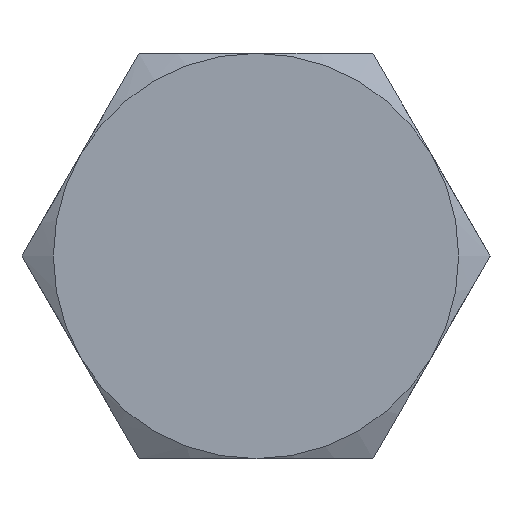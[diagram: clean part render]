
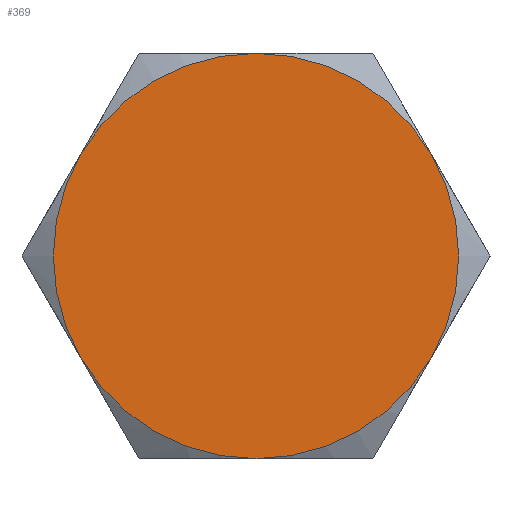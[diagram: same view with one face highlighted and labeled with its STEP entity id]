
A CAD part, left-side view. The second image highlights one B-rep face of the part: STEP entity #369.
In plain terms, the highlighted planar face has unit normal (-1, 0, 0).
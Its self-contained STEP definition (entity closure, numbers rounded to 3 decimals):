
#12 = FACE_OUTER_BOUND ( 'NONE', #254, .T. ) ;
#29 = AXIS2_PLACEMENT_3D ( 'NONE', #225, #181, #515 ) ;
#38 = VERTEX_POINT ( 'NONE', #51 ) ;
#46 = DIRECTION ( 'NONE',  ( 1., 0., 0. ) ) ;
#51 = CARTESIAN_POINT ( 'NONE',  ( 0., 5.629, -3.25 ) ) ;
#62 = CIRCLE ( 'NONE', #79, 6.5 ) ;
#67 = ORIENTED_EDGE ( 'NONE', *, *, #361, .F. ) ;
#79 = AXIS2_PLACEMENT_3D ( 'NONE', #99, #505, #563 ) ;
#94 = EDGE_CURVE ( 'NONE', #316, #455, #531, .T. ) ;
#99 = CARTESIAN_POINT ( 'NONE',  ( 0., 0., 0. ) ) ;
#125 = CIRCLE ( 'NONE', #554, 6.5 ) ;
#132 = VERTEX_POINT ( 'NONE', #553 ) ;
#141 = CARTESIAN_POINT ( 'NONE',  ( 0., 0., 0. ) ) ;
#172 = VERTEX_POINT ( 'NONE', #266 ) ;
#181 = DIRECTION ( 'NONE',  ( -1., 0., 0. ) ) ;
#211 = DIRECTION ( 'NONE',  ( 1., 0., 0. ) ) ;
#216 = CIRCLE ( 'NONE', #667, 6.5 ) ;
#225 = CARTESIAN_POINT ( 'NONE',  ( 0., 0., 0. ) ) ;
#230 = DIRECTION ( 'NONE',  ( 0., 0., -1. ) ) ;
#237 = CARTESIAN_POINT ( 'NONE',  ( 0., 0., 0. ) ) ;
#241 = EDGE_CURVE ( 'NONE', #172, #485, #331, .T. ) ;
#247 = DIRECTION ( 'NONE',  ( 0., 0., -1. ) ) ;
#254 = EDGE_LOOP ( 'NONE', ( #305, #311, #323, #339, #408, #67 ) ) ;
#266 = CARTESIAN_POINT ( 'NONE',  ( 0., 0., 6.5 ) ) ;
#277 = CARTESIAN_POINT ( 'NONE',  ( 0., 5.629, 3.25 ) ) ;
#285 = CARTESIAN_POINT ( 'NONE',  ( 0., -5.629, -3.25 ) ) ;
#290 = EDGE_CURVE ( 'NONE', #172, #316, #125, .T. ) ;
#305 = ORIENTED_EDGE ( 'NONE', *, *, #399, .F. ) ;
#311 = ORIENTED_EDGE ( 'NONE', *, *, #572, .F. ) ;
#316 = VERTEX_POINT ( 'NONE', #680 ) ;
#323 = ORIENTED_EDGE ( 'NONE', *, *, #94, .F. ) ;
#331 = CIRCLE ( 'NONE', #29, 6.5 ) ;
#334 = CARTESIAN_POINT ( 'NONE',  ( 0., 0., 0. ) ) ;
#339 = ORIENTED_EDGE ( 'NONE', *, *, #290, .F. ) ;
#361 = EDGE_CURVE ( 'NONE', #38, #485, #62, .T. ) ;
#369 = ADVANCED_FACE ( 'NONE', ( #12 ), #518, .F. ) ;
#399 = EDGE_CURVE ( 'NONE', #132, #38, #731, .T. ) ;
#408 = ORIENTED_EDGE ( 'NONE', *, *, #241, .T. ) ;
#436 = CARTESIAN_POINT ( 'NONE',  ( 0., 7.506, 0. ) ) ;
#455 = VERTEX_POINT ( 'NONE', #285 ) ;
#463 = DIRECTION ( 'NONE',  ( 1., 0., 0. ) ) ;
#485 = VERTEX_POINT ( 'NONE', #277 ) ;
#505 = DIRECTION ( 'NONE',  ( 1., 0., 0. ) ) ;
#515 = DIRECTION ( 'NONE',  ( 0., 0., 1. ) ) ;
#518 = PLANE ( 'NONE',  #685 ) ;
#522 = DIRECTION ( 'NONE',  ( 1., 0., 0. ) ) ;
#524 = DIRECTION ( 'NONE',  ( 1., 0., 0. ) ) ;
#531 = CIRCLE ( 'NONE', #689, 6.5 ) ;
#553 = CARTESIAN_POINT ( 'NONE',  ( 0., 0., -6.5 ) ) ;
#554 = AXIS2_PLACEMENT_3D ( 'NONE', #334, #46, #564 ) ;
#563 = DIRECTION ( 'NONE',  ( 0., 0., -1. ) ) ;
#564 = DIRECTION ( 'NONE',  ( 0., 0., -1. ) ) ;
#572 = EDGE_CURVE ( 'NONE', #455, #132, #216, .T. ) ;
#579 = DIRECTION ( 'NONE',  ( 0., 0., -1. ) ) ;
#623 = AXIS2_PLACEMENT_3D ( 'NONE', #237, #524, #230 ) ;
#667 = AXIS2_PLACEMENT_3D ( 'NONE', #699, #463, #579 ) ;
#680 = CARTESIAN_POINT ( 'NONE',  ( 0., -5.629, 3.25 ) ) ;
#685 = AXIS2_PLACEMENT_3D ( 'NONE', #436, #522, #696 ) ;
#689 = AXIS2_PLACEMENT_3D ( 'NONE', #141, #211, #247 ) ;
#696 = DIRECTION ( 'NONE',  ( 0., 0., -1. ) ) ;
#699 = CARTESIAN_POINT ( 'NONE',  ( 0., 0., 0. ) ) ;
#731 = CIRCLE ( 'NONE', #623, 6.5 ) ;
